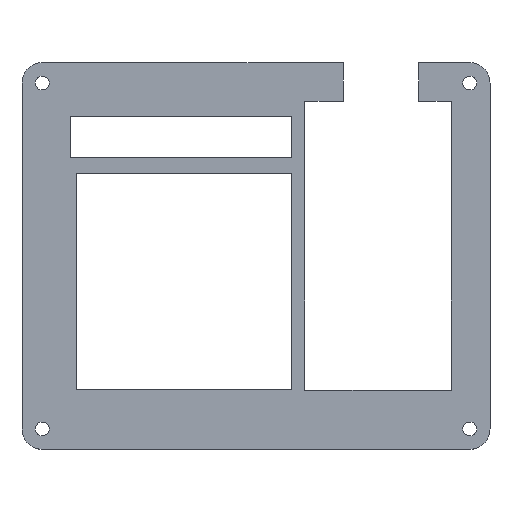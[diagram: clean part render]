
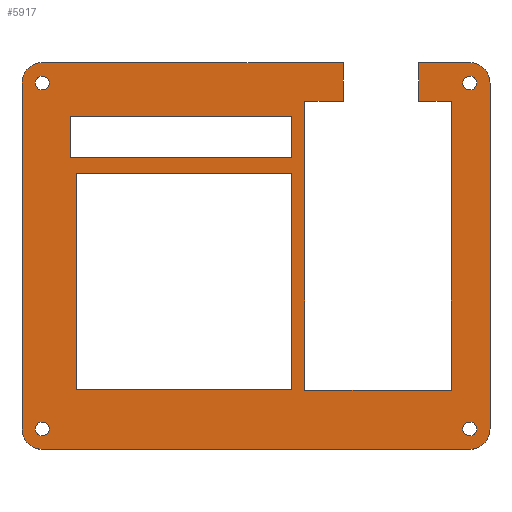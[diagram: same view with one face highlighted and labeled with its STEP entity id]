
A CAD part, top view. The second image highlights one B-rep face of the part: STEP entity #5917.
In plain terms, the highlighted planar face has unit normal (0, 0, 1).
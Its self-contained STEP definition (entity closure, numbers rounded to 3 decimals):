
#31=CIRCLE('',#6059,5.);
#32=CIRCLE('',#6065,5.);
#33=CIRCLE('',#6068,5.);
#34=CIRCLE('',#6070,5.);
#35=CIRCLE('',#6076,1.7);
#36=CIRCLE('',#6080,1.7);
#37=CIRCLE('',#6082,1.7);
#38=CIRCLE('',#6084,1.7);
#71=FACE_BOUND('',#1250,.T.);
#72=FACE_BOUND('',#1251,.T.);
#73=FACE_BOUND('',#1252,.T.);
#74=FACE_BOUND('',#1253,.T.);
#75=FACE_BOUND('',#1254,.T.);
#76=FACE_BOUND('',#1255,.T.);
#900=FACE_OUTER_BOUND('',#1249,.T.);
#1249=EDGE_LOOP('',(#5433,#5434,#5435,#5436,#5437,#5438,#5439,#5440,#5441,
#5442,#5443,#5444,#5445,#5446,#5447,#5448));
#1250=EDGE_LOOP('',(#5449,#5450,#5451,#5452));
#1251=EDGE_LOOP('',(#5453,#5454,#5455,#5456));
#1252=EDGE_LOOP('',(#5457));
#1253=EDGE_LOOP('',(#5458));
#1254=EDGE_LOOP('',(#5459));
#1255=EDGE_LOOP('',(#5460));
#1724=LINE('',#11470,#2237);
#1726=LINE('',#11476,#2239);
#1729=LINE('',#11481,#2242);
#1732=LINE('',#11490,#2245);
#1737=LINE('',#11504,#2250);
#1739=LINE('',#11508,#2252);
#1741=LINE('',#11512,#2254);
#1743=LINE('',#11515,#2256);
#1745=LINE('',#11522,#2258);
#1747=LINE('',#11525,#2260);
#1752=LINE('',#11541,#2265);
#1753=LINE('',#11543,#2266);
#1754=LINE('',#11546,#2267);
#1756=LINE('',#11550,#2269);
#1758=LINE('',#11554,#2271);
#1760=LINE('',#11558,#2273);
#1762=LINE('',#11562,#2275);
#1764=LINE('',#11566,#2277);
#1766=LINE('',#11570,#2279);
#1768=LINE('',#11573,#2281);
#2237=VECTOR('',#6824,10.);
#2239=VECTOR('',#6830,10.);
#2242=VECTOR('',#6835,10.);
#2245=VECTOR('',#6844,10.);
#2250=VECTOR('',#6859,10.);
#2252=VECTOR('',#6863,10.);
#2254=VECTOR('',#6867,10.);
#2256=VECTOR('',#6871,10.);
#2258=VECTOR('',#6879,10.);
#2260=VECTOR('',#6883,10.);
#2265=VECTOR('',#6902,10.);
#2266=VECTOR('',#6905,10.);
#2267=VECTOR('',#6908,10.);
#2269=VECTOR('',#6912,10.);
#2271=VECTOR('',#6916,10.);
#2273=VECTOR('',#6920,10.);
#2275=VECTOR('',#6924,10.);
#2277=VECTOR('',#6928,10.);
#2279=VECTOR('',#6932,10.);
#2281=VECTOR('',#6936,10.);
#2832=VERTEX_POINT('',#11462);
#2833=VERTEX_POINT('',#11463);
#2834=VERTEX_POINT('',#11468);
#2835=VERTEX_POINT('',#11473);
#2836=VERTEX_POINT('',#11475);
#2837=VERTEX_POINT('',#11479);
#2838=VERTEX_POINT('',#11483);
#2839=VERTEX_POINT('',#11484);
#2840=VERTEX_POINT('',#11489);
#2841=VERTEX_POINT('',#11493);
#2842=VERTEX_POINT('',#11497);
#2843=VERTEX_POINT('',#11501);
#2844=VERTEX_POINT('',#11503);
#2845=VERTEX_POINT('',#11507);
#2846=VERTEX_POINT('',#11511);
#2847=VERTEX_POINT('',#11517);
#2848=VERTEX_POINT('',#11521);
#2849=VERTEX_POINT('',#11527);
#2850=VERTEX_POINT('',#11531);
#2851=VERTEX_POINT('',#11535);
#2852=VERTEX_POINT('',#11539);
#2853=VERTEX_POINT('',#11545);
#2854=VERTEX_POINT('',#11549);
#2855=VERTEX_POINT('',#11553);
#2856=VERTEX_POINT('',#11557);
#2857=VERTEX_POINT('',#11561);
#2858=VERTEX_POINT('',#11565);
#2859=VERTEX_POINT('',#11569);
#3671=EDGE_CURVE('',#2832,#2833,#31,.T.);
#3675=EDGE_CURVE('',#2832,#2834,#1724,.T.);
#3677=EDGE_CURVE('',#2836,#2835,#1726,.T.);
#3680=EDGE_CURVE('',#2835,#2837,#1729,.T.);
#3681=EDGE_CURVE('',#2838,#2839,#32,.T.);
#3684=EDGE_CURVE('',#2840,#2839,#1732,.T.);
#3686=EDGE_CURVE('',#2840,#2841,#33,.T.);
#3688=EDGE_CURVE('',#2842,#2834,#34,.T.);
#3691=EDGE_CURVE('',#2844,#2843,#1737,.T.);
#3693=EDGE_CURVE('',#2845,#2844,#1739,.T.);
#3695=EDGE_CURVE('',#2846,#2845,#1741,.T.);
#3697=EDGE_CURVE('',#2843,#2846,#1743,.T.);
#3698=EDGE_CURVE('',#2847,#2847,#35,.T.);
#3700=EDGE_CURVE('',#2848,#2836,#1745,.T.);
#3702=EDGE_CURVE('',#2837,#2848,#1747,.T.);
#3703=EDGE_CURVE('',#2849,#2849,#36,.T.);
#3705=EDGE_CURVE('',#2850,#2850,#37,.T.);
#3707=EDGE_CURVE('',#2851,#2851,#38,.T.);
#3710=EDGE_CURVE('',#2838,#2852,#1752,.T.);
#3711=EDGE_CURVE('',#2842,#2841,#1753,.T.);
#3712=EDGE_CURVE('',#2853,#2833,#1754,.T.);
#3714=EDGE_CURVE('',#2854,#2853,#1756,.T.);
#3716=EDGE_CURVE('',#2855,#2854,#1758,.T.);
#3718=EDGE_CURVE('',#2856,#2855,#1760,.T.);
#3720=EDGE_CURVE('',#2857,#2856,#1762,.T.);
#3722=EDGE_CURVE('',#2858,#2857,#1764,.T.);
#3724=EDGE_CURVE('',#2859,#2858,#1766,.T.);
#3726=EDGE_CURVE('',#2852,#2859,#1768,.T.);
#5433=ORIENTED_EDGE('',*,*,#3671,.F.);
#5434=ORIENTED_EDGE('',*,*,#3675,.T.);
#5435=ORIENTED_EDGE('',*,*,#3688,.F.);
#5436=ORIENTED_EDGE('',*,*,#3711,.T.);
#5437=ORIENTED_EDGE('',*,*,#3686,.F.);
#5438=ORIENTED_EDGE('',*,*,#3684,.T.);
#5439=ORIENTED_EDGE('',*,*,#3681,.F.);
#5440=ORIENTED_EDGE('',*,*,#3710,.T.);
#5441=ORIENTED_EDGE('',*,*,#3726,.T.);
#5442=ORIENTED_EDGE('',*,*,#3724,.T.);
#5443=ORIENTED_EDGE('',*,*,#3722,.T.);
#5444=ORIENTED_EDGE('',*,*,#3720,.T.);
#5445=ORIENTED_EDGE('',*,*,#3718,.T.);
#5446=ORIENTED_EDGE('',*,*,#3716,.T.);
#5447=ORIENTED_EDGE('',*,*,#3714,.T.);
#5448=ORIENTED_EDGE('',*,*,#3712,.T.);
#5449=ORIENTED_EDGE('',*,*,#3680,.T.);
#5450=ORIENTED_EDGE('',*,*,#3702,.T.);
#5451=ORIENTED_EDGE('',*,*,#3700,.T.);
#5452=ORIENTED_EDGE('',*,*,#3677,.T.);
#5453=ORIENTED_EDGE('',*,*,#3695,.T.);
#5454=ORIENTED_EDGE('',*,*,#3693,.T.);
#5455=ORIENTED_EDGE('',*,*,#3691,.T.);
#5456=ORIENTED_EDGE('',*,*,#3697,.T.);
#5457=ORIENTED_EDGE('',*,*,#3707,.T.);
#5458=ORIENTED_EDGE('',*,*,#3705,.T.);
#5459=ORIENTED_EDGE('',*,*,#3703,.T.);
#5460=ORIENTED_EDGE('',*,*,#3698,.T.);
#5600=PLANE('',#6095);
#5917=ADVANCED_FACE('',(#900,#71,#72,#73,#74,#75,#76),#5600,.T.);
#6059=AXIS2_PLACEMENT_3D('',#11464,#6817,#6818);
#6065=AXIS2_PLACEMENT_3D('',#11485,#6838,#6839);
#6068=AXIS2_PLACEMENT_3D('',#11494,#6848,#6849);
#6070=AXIS2_PLACEMENT_3D('',#11498,#6853,#6854);
#6076=AXIS2_PLACEMENT_3D('',#11518,#6874,#6875);
#6080=AXIS2_PLACEMENT_3D('',#11528,#6886,#6887);
#6082=AXIS2_PLACEMENT_3D('',#11532,#6891,#6892);
#6084=AXIS2_PLACEMENT_3D('',#11536,#6896,#6897);
#6095=AXIS2_PLACEMENT_3D('',#11574,#6937,#6938);
#6817=DIRECTION('center_axis',(0.,0.,-1.));
#6818=DIRECTION('ref_axis',(-0.707,0.707,0.));
#6824=DIRECTION('',(0.,-1.,0.));
#6830=DIRECTION('',(0.,-1.,0.));
#6835=DIRECTION('',(-1.,0.,0.));
#6838=DIRECTION('center_axis',(0.,0.,-1.));
#6839=DIRECTION('ref_axis',(0.707,0.707,0.));
#6844=DIRECTION('',(0.,1.,0.));
#6848=DIRECTION('center_axis',(0.,0.,-1.));
#6849=DIRECTION('ref_axis',(0.707,-0.707,0.));
#6853=DIRECTION('center_axis',(0.,0.,-1.));
#6854=DIRECTION('ref_axis',(-0.707,-0.707,0.));
#6859=DIRECTION('',(0.,1.,0.));
#6863=DIRECTION('',(-1.,0.,0.));
#6867=DIRECTION('',(0.,-1.,0.));
#6871=DIRECTION('',(1.,0.,0.));
#6874=DIRECTION('center_axis',(0.,0.,-1.));
#6875=DIRECTION('ref_axis',(1.,0.,0.));
#6879=DIRECTION('',(1.,0.,0.));
#6883=DIRECTION('',(0.,1.,0.));
#6886=DIRECTION('center_axis',(0.,0.,-1.));
#6887=DIRECTION('ref_axis',(1.,0.,0.));
#6891=DIRECTION('center_axis',(0.,0.,-1.));
#6892=DIRECTION('ref_axis',(1.,0.,0.));
#6896=DIRECTION('center_axis',(0.,0.,-1.));
#6897=DIRECTION('ref_axis',(1.,0.,0.));
#6902=DIRECTION('',(-1.,0.,0.));
#6905=DIRECTION('',(1.,0.,0.));
#6908=DIRECTION('',(-1.,0.,0.));
#6912=DIRECTION('',(0.,1.,0.));
#6916=DIRECTION('',(1.,0.,0.));
#6920=DIRECTION('',(0.,1.,0.));
#6924=DIRECTION('',(-1.,0.,0.));
#6928=DIRECTION('',(0.,-1.,0.));
#6932=DIRECTION('',(1.,0.,0.));
#6936=DIRECTION('',(0.,-1.,0.));
#6937=DIRECTION('center_axis',(0.,0.,1.));
#6938=DIRECTION('ref_axis',(1.,0.,0.));
#11462=CARTESIAN_POINT('',(-11.329,1.349,1.5));
#11463=CARTESIAN_POINT('',(-6.329,6.349,1.5));
#11464=CARTESIAN_POINT('Origin',(-6.329,1.349,1.5));
#11468=CARTESIAN_POINT('',(-11.329,-83.651,1.5));
#11470=CARTESIAN_POINT('',(-11.329,-88.651,1.5));
#11473=CARTESIAN_POINT('',(55.,-16.94,1.5));
#11475=CARTESIAN_POINT('',(55.,-6.94,1.5));
#11476=CARTESIAN_POINT('',(55.,0.27,1.5));
#11479=CARTESIAN_POINT('',(0.54,-16.94,1.5));
#11481=CARTESIAN_POINT('',(57.54,-16.94,1.5));
#11483=CARTESIAN_POINT('',(98.671,6.349,1.5));
#11484=CARTESIAN_POINT('',(103.671,1.349,1.5));
#11485=CARTESIAN_POINT('Origin',(98.671,1.349,1.5));
#11489=CARTESIAN_POINT('',(103.671,-83.651,1.5));
#11490=CARTESIAN_POINT('',(103.671,6.349,1.5));
#11493=CARTESIAN_POINT('',(98.671,-88.651,1.5));
#11494=CARTESIAN_POINT('Origin',(98.671,-83.651,1.5));
#11497=CARTESIAN_POINT('',(-6.329,-88.651,1.5));
#11498=CARTESIAN_POINT('Origin',(-6.329,-83.651,1.5));
#11501=CARTESIAN_POINT('',(2.,-21.,1.5));
#11503=CARTESIAN_POINT('',(2.,-74.,1.5));
#11504=CARTESIAN_POINT('',(2.,-74.,1.5));
#11507=CARTESIAN_POINT('',(55.,-74.,1.5));
#11508=CARTESIAN_POINT('',(55.,-74.,1.5));
#11511=CARTESIAN_POINT('',(55.,-21.,1.5));
#11512=CARTESIAN_POINT('',(55.,-21.,1.5));
#11515=CARTESIAN_POINT('',(2.,-21.,1.5));
#11517=CARTESIAN_POINT('',(-8.029,-83.651,1.5));
#11518=CARTESIAN_POINT('Origin',(-6.329,-83.651,1.5));
#11521=CARTESIAN_POINT('',(0.54,-6.94,1.5));
#11522=CARTESIAN_POINT('',(0.54,-6.94,1.5));
#11525=CARTESIAN_POINT('',(0.54,-16.94,1.5));
#11527=CARTESIAN_POINT('',(96.971,-83.651,1.5));
#11528=CARTESIAN_POINT('Origin',(98.671,-83.651,1.5));
#11531=CARTESIAN_POINT('',(96.971,1.349,1.5));
#11532=CARTESIAN_POINT('Origin',(98.671,1.349,1.5));
#11535=CARTESIAN_POINT('',(-8.029,1.349,1.5));
#11536=CARTESIAN_POINT('Origin',(-6.329,1.349,1.5));
#11539=CARTESIAN_POINT('',(86.124,6.349,1.5));
#11541=CARTESIAN_POINT('',(-11.329,6.349,1.5));
#11543=CARTESIAN_POINT('',(103.671,-88.651,1.5));
#11545=CARTESIAN_POINT('',(67.624,6.349,1.5));
#11546=CARTESIAN_POINT('',(-11.329,6.349,1.5));
#11549=CARTESIAN_POINT('',(67.624,-3.151,1.5));
#11550=CARTESIAN_POINT('',(67.624,-3.151,1.5));
#11553=CARTESIAN_POINT('',(58.171,-3.151,1.5));
#11554=CARTESIAN_POINT('',(58.171,-3.151,1.5));
#11557=CARTESIAN_POINT('',(58.171,-74.151,1.5));
#11558=CARTESIAN_POINT('',(58.171,-74.151,1.5));
#11561=CARTESIAN_POINT('',(94.171,-74.151,1.5));
#11562=CARTESIAN_POINT('',(94.171,-74.151,1.5));
#11565=CARTESIAN_POINT('',(94.171,-3.151,1.5));
#11566=CARTESIAN_POINT('',(94.171,-3.151,1.5));
#11569=CARTESIAN_POINT('',(86.124,-3.151,1.5));
#11570=CARTESIAN_POINT('',(58.171,-3.151,1.5));
#11573=CARTESIAN_POINT('',(86.124,6.349,1.5));
#11574=CARTESIAN_POINT('Origin',(46.171,-41.151,1.5));
